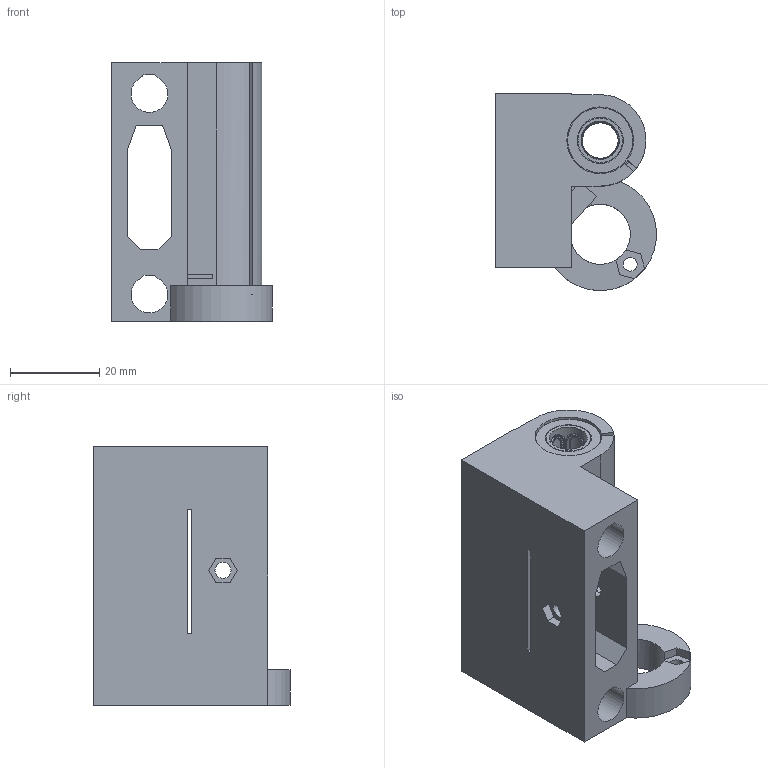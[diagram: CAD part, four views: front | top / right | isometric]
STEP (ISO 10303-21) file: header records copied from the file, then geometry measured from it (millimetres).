
FILE_DESCRIPTION(/* description */ (''),/* implementation_level */ '2;1');
FILE_NAME(/* name */ 'X End Idler Assembly.step',/* time_stamp */ '2018-04-03T20:16:06+02:00',/* author */ ('boelle'),/* organization */ (''),/* preprocessor_version */ 'ST-DEVELOPER v16.13',/* originating_system */ 'Autodesk Translation Framework v6.5.0.72',/* authorisation */ '');
FILE_SCHEMA (('AUTOMOTIVE_DESIGN { 1 0 10303 214 3 1 1 }'));
Products named in the file (4): X end idler assembly; LM8UU; 61205K75; X end idler
Assembly tree (4 placements, depth 3):
  X end idler assembly
    LM8UU  x2
      61205K75
    X end idler
Bounding box: 36.12 x 44.09 x 58 mm (x, y, z)
Volume: 39092 mm3; surface area: 23417.9 mm2
Topology: 3 solids, 3 shells, 964 faces, 2373 edges, 1712 vertices
Faces by surface type: sphere 350, cylinder 335, plane 152, bspline 121, torus 4, cone 2
Full cylindrical faces by diameter (mm): 3.1 x2, 3.6 x2, 6.2 x1, 8.615 x4, 10.007 x4, 10.355 x4, 11 x2, 13.497 x1, 14.609 x4, 14.987 x1, 15.2 x4, 15.304 x4, 16 x6
Entity records: 41013 total; most frequent: CARTESIAN_POINT 28096, ORIENTED_EDGE 2610, DIRECTION 2263, EDGE_CURVE 1305, EDGE_LOOP 1019, VERTEX_POINT 962, AXIS2_PLACEMENT_3D 937, FACE_OUTER_BOUND 535
